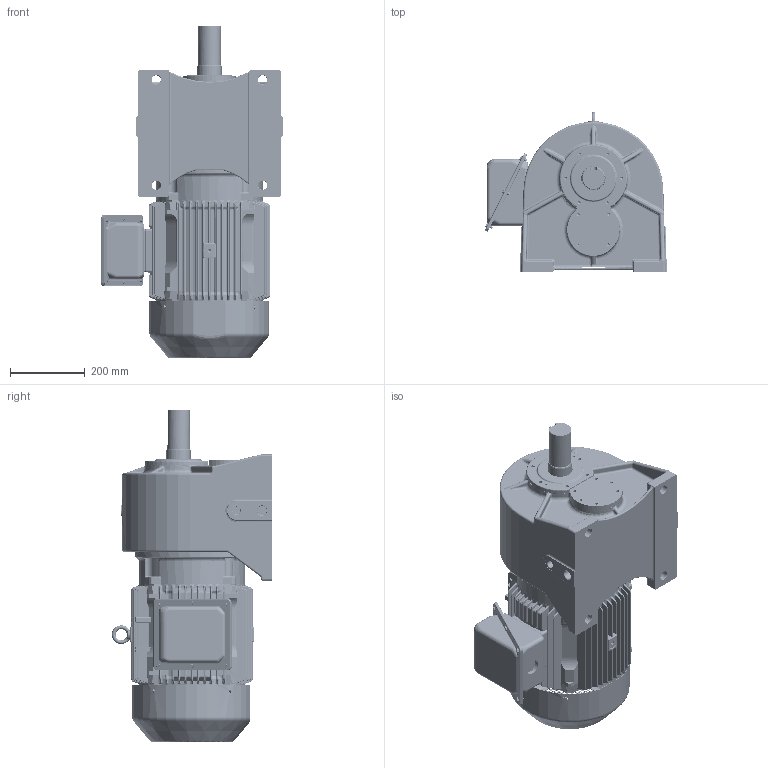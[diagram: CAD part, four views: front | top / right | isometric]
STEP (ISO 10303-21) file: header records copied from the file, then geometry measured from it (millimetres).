
FILE_DESCRIPTION(/* description */ ('Unknown'),/* implementation_level */ '2;1');
FILE_NAME(/* name */ 'EK2DO07183_F_15KW_R5_CUSTOMER',/* time_stamp */ '2019-06-24T10:48:51+09:00',/* author */ ('Unknown'),/* organization */ ('Unknown'),/* preprocessor_version */ 'ST-DEVELOPER v16.7',/* originating_system */ 'DEX',/* authorisation */ $);
FILE_SCHEMA (('AUTOMOTIVE_DESIGN {1 0 10303 214 3 1 1}'));
Products named in the file (19): EK2DO07183_F_15KW_R5_CUSTOMER; DKA0100013_DGKC0056_Casing_R9_CUSTOMER; DKA0700001_DGKD0167; DKA0800200_DGKC0159(11~15KW_1_20_Motor Bracket)_CUSTOMER; 4-4 FR.160L ROUND FRAME_CUSTOMER; 1-4 FR.160L ROUND FRAME+嬴檜r; FR.160L_ROUND_DMA0300851; M12_嬴檜; 2-1 �ݺ��� �����+��켓+후드+볼트; DSMW10387_饶3; M6x8_饶靛; 3-1 FR.160~180辨 繹っ; DSMW10142_欽濠4; 陛蝶鰍_; DSMW10143_ī1; M6x15_蘋夥_; DKD0300003_DGKD4097; DKD0300002_DGKD4096
Assembly tree (26 placements, depth 4):
  EK2DO07183_F_15KW_R5_CUSTOMER
    DKA0100013_DGKC0056_Casing_R9_CUSTOMER
    DKA0700001_DGKD0167
    DKA0800200_DGKC0159(11~15KW_1_20_Motor Bracket)_CUSTOMER
    4-4 FR.160L ROUND FRAME_CUSTOMER
      1-4 FR.160L ROUND FRAME+嬴檜r
        FR.160L_ROUND_DMA0300851
        M12_嬴檜
      2-1 �ݺ��� �����+��켓+후드+볼트
        DSMW10387_饶3
        M6x8_饶靛  x4
      3-1 FR.160~180辨 繹っ
        DSMW10142_欽濠4
        陛蝶鰍_
        DSMW10143_ī1
        陛蝶鰍_
        M6x15_蘋夥_  x6
    DKD0300003_DGKD4097
    DKD0300002_DGKD4096
Bounding box: 485.14 x 427.96 x 886.95 mm (x, y, z)
Volume: 60360142.5 mm3; surface area: 2807077.5 mm2
Topology: 22 solids, 22 shells, 5886 faces, 15606 edges, 9743 vertices
Faces by surface type: cylinder 2372, plane 1821, bspline 1157, torus 269, cone 217, sphere 50
Full cylindrical faces by diameter (mm): 2.6 x4, 5 x6, 6 x10, 6.647 x28, 7 x12, 8 x6, 8.376 x24, 9 x11, 9.4 x1, 10 x2, 10.106 x2, 11 x4, 12 x15, 13.835 x2, 19.294 x1, 20 x6, 20.376 x2, 24 x4, 25 x1, 25.279 x1, 30 x1, 32 x2, 35 x1, 42 x1, 60 x2, 65 x1, 67 x1, 70 x1, 75 x1, 80 x1
Entity records: 194452 total; most frequent: CARTESIAN_POINT 55896, ORIENTED_EDGE 29730, DIRECTION 27955, EDGE_CURVE 14865, AXIS2_PLACEMENT_3D 10545, VERTEX_POINT 9444, LINE 6865, VECTOR 6865
